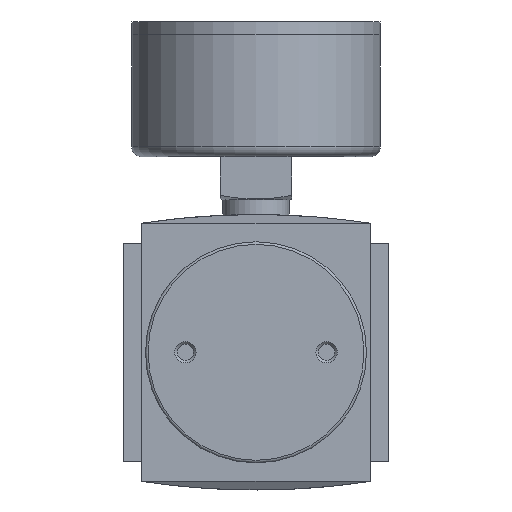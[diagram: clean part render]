
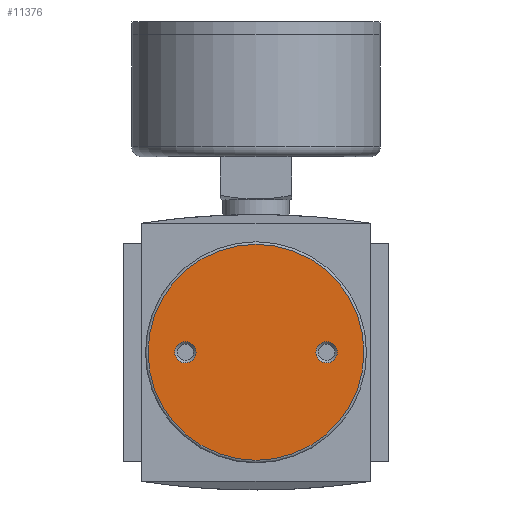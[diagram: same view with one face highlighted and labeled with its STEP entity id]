
A CAD part, front view. The second image highlights one B-rep face of the part: STEP entity #11376.
In plain terms, the highlighted planar face has unit normal (0, -1, 0).
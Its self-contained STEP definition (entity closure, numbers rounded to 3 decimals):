
#238=PLANE('',#11969);
#509=CIRCLE('',#11968,21.25);
#510=CIRCLE('',#11970,2.1);
#511=CIRCLE('',#11971,2.1);
#1876=ORIENTED_EDGE('',*,*,#3706,.F.);
#1877=ORIENTED_EDGE('',*,*,#3705,.T.);
#1878=ORIENTED_EDGE('',*,*,#3707,.F.);
#3705=EDGE_CURVE('',#4716,#4716,#509,.T.);
#3706=EDGE_CURVE('',#4717,#4717,#510,.F.);
#3707=EDGE_CURVE('',#4718,#4718,#511,.T.);
#4716=VERTEX_POINT('',#16195);
#4717=VERTEX_POINT('',#16198);
#4718=VERTEX_POINT('',#16200);
#6929=EDGE_LOOP('',(#1876));
#6930=EDGE_LOOP('',(#1877));
#6931=EDGE_LOOP('',(#1878));
#7474=FACE_BOUND('',#6929,.T.);
#7475=FACE_BOUND('',#6930,.T.);
#7476=FACE_BOUND('',#6931,.T.);
#11376=ADVANCED_FACE('',(#7474,#7475,#7476),#238,.F.);
#11968=AXIS2_PLACEMENT_3D('',#16194,#13603,#13604);
#11969=AXIS2_PLACEMENT_3D('',#16196,#13605,#13606);
#11970=AXIS2_PLACEMENT_3D('',#16197,#13607,#13608);
#11971=AXIS2_PLACEMENT_3D('',#16199,#13609,#13610);
#13603=DIRECTION('',(0.,-1.,0.));
#13604=DIRECTION('',(0.,0.,-1.));
#13605=DIRECTION('',(0.,1.,0.));
#13606=DIRECTION('',(0.,0.,1.));
#13607=DIRECTION('',(0.,1.,0.));
#13608=DIRECTION('',(0.,0.,1.));
#13609=DIRECTION('',(0.,-1.,0.));
#13610=DIRECTION('',(0.,0.,-1.));
#16194=CARTESIAN_POINT('',(0.,-33.,0.));
#16195=CARTESIAN_POINT('',(0.,-33.,-21.25));
#16196=CARTESIAN_POINT('',(21.25,-33.,0.));
#16197=CARTESIAN_POINT('',(13.9,-33.,0.));
#16198=CARTESIAN_POINT('',(13.9,-33.,2.1));
#16199=CARTESIAN_POINT('',(-13.9,-33.,0.));
#16200=CARTESIAN_POINT('',(-13.9,-33.,-2.1));
